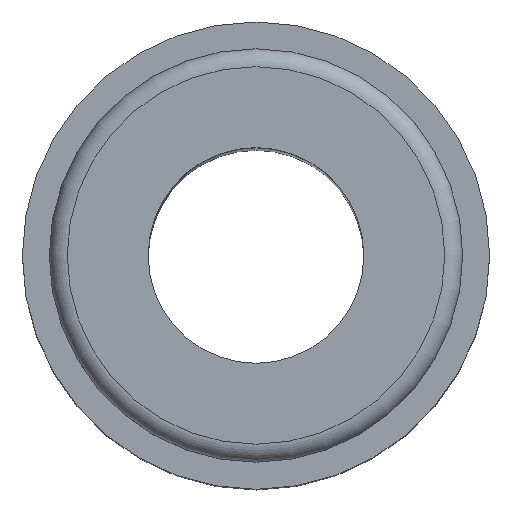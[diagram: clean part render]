
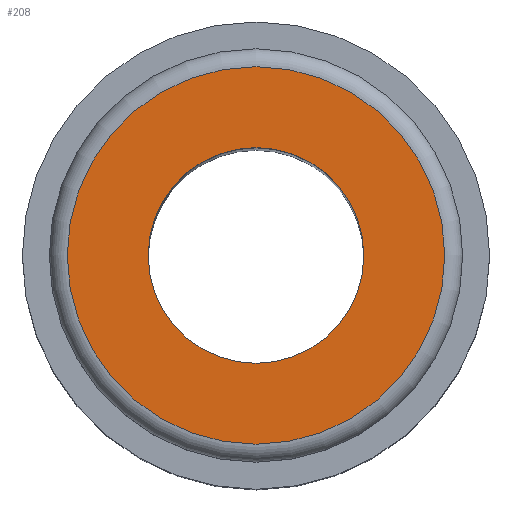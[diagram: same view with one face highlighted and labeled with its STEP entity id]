
A CAD part, top view. The second image highlights one B-rep face of the part: STEP entity #208.
In plain terms, the highlighted planar face has unit normal (0, 0, 1).
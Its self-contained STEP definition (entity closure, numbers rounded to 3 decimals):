
#50=FACE_BOUND('',#83,.T.);
#63=FACE_OUTER_BOUND('',#82,.T.);
#82=EDGE_LOOP('',(#179));
#83=EDGE_LOOP('',(#180));
#98=CIRCLE('',#248,5.25);
#102=CIRCLE('',#254,3.);
#114=VERTEX_POINT('',#373);
#117=VERTEX_POINT('',#383);
#134=EDGE_CURVE('',#114,#114,#98,.T.);
#139=EDGE_CURVE('',#117,#117,#102,.T.);
#179=ORIENTED_EDGE('',*,*,#134,.F.);
#180=ORIENTED_EDGE('',*,*,#139,.T.);
#195=PLANE('',#253);
#208=ADVANCED_FACE('',(#63,#50),#195,.T.);
#248=AXIS2_PLACEMENT_3D('',#374,#309,#310);
#253=AXIS2_PLACEMENT_3D('',#382,#320,#321);
#254=AXIS2_PLACEMENT_3D('',#384,#322,#323);
#309=DIRECTION('center_axis',(0.,0.,-1.));
#310=DIRECTION('ref_axis',(1.,0.,0.));
#320=DIRECTION('center_axis',(0.,0.,1.));
#321=DIRECTION('ref_axis',(1.,0.,0.));
#322=DIRECTION('center_axis',(0.,0.,-1.));
#323=DIRECTION('ref_axis',(1.,0.,0.));
#373=CARTESIAN_POINT('',(-5.25,0.,1.5));
#374=CARTESIAN_POINT('Origin',(0.,0.,1.5));
#382=CARTESIAN_POINT('Origin',(0.,0.,1.5));
#383=CARTESIAN_POINT('',(-3.,0.,1.5));
#384=CARTESIAN_POINT('Origin',(0.,0.,1.5));
